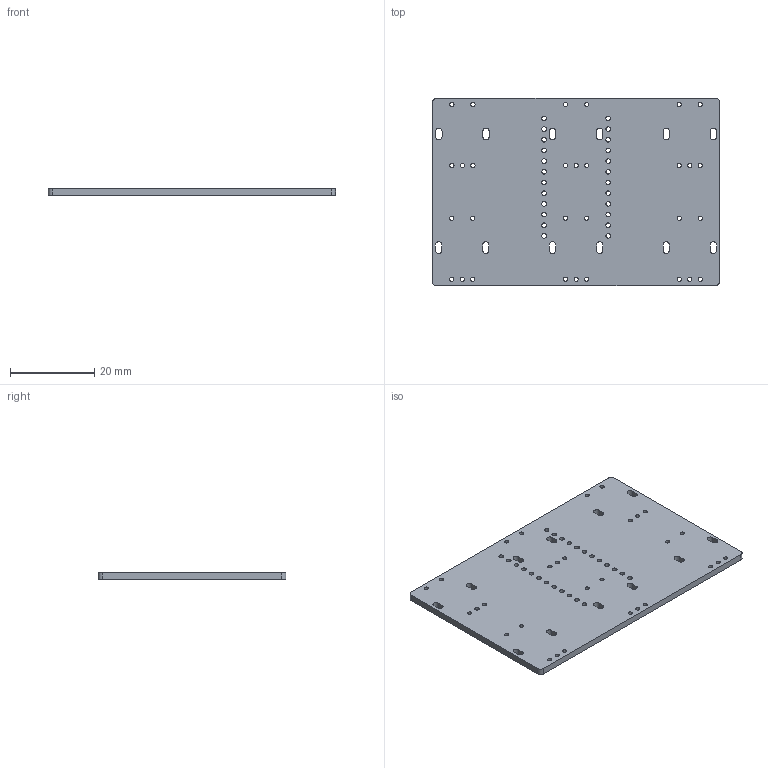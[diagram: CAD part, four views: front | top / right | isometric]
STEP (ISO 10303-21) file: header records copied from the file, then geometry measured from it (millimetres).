
FILE_DESCRIPTION(('KiCad electronic assembly'),'2;1');
FILE_NAME('RotaryEncoderHorror.step','2022-05-11T23:12:56',('Pcbnew'),( 'Kicad'),'Open CASCADE STEP processor 7.5','KiCad to STEP converter' ,'Unknown');
FILE_SCHEMA(('AUTOMOTIVE_DESIGN { 1 0 10303 214 1 1 1 1 }'));
Length unit declared in the file: millimetre
Products named in the file (2): RotaryEncoderHorror 1; _autosave-RotaryEncoderHorror PCB
Assembly tree (1 placements, depth 2):
  RotaryEncoderHorror 1
    _autosave-RotaryEncoderHorror PCB
Bounding box: 68.25 x 44.55 x 1.6 mm (x, y, z)
Volume: 4714.4 mm3; surface area: 6674.9 mm2
Topology: 1 solids, 1 shells, 112 faces, 330 edges, 220 vertices
Faces by surface type: cylinder 82, plane 30
Full cylindrical faces by diameter (mm): 1 x30, 1.1 x24
Entity records: 8419 total; most frequent: DIRECTION 1382, CARTESIAN_POINT 1324, LINE 662, VECTOR 662, ORIENTED_EDGE 660, PCURVE 660, DEFINITIONAL_REPRESENTATION 660, EDGE_CURVE 330
